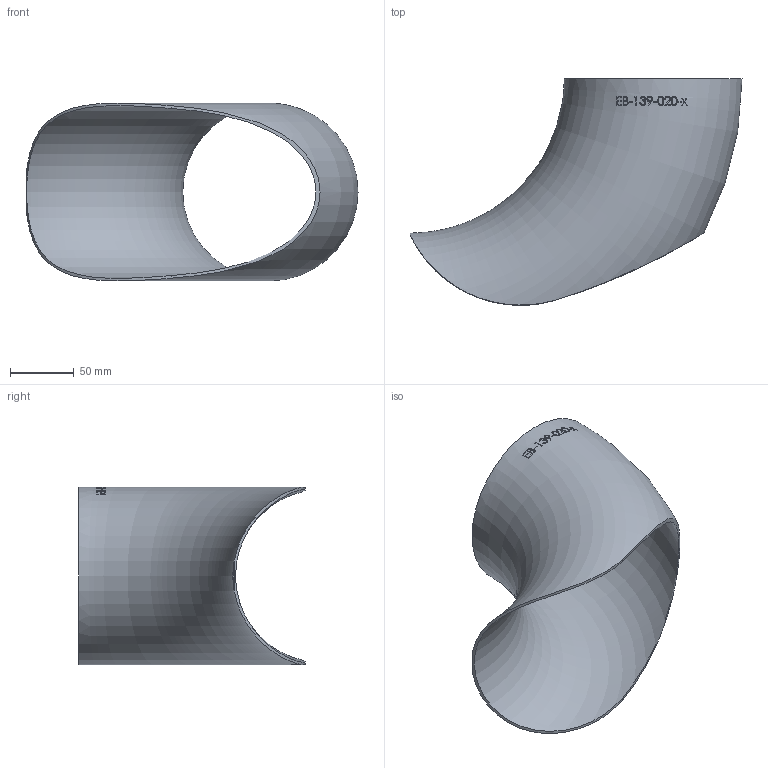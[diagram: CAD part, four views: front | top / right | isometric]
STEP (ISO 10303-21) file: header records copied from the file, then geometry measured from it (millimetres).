
FILE_DESCRIPTION (( 'STEP AP214' ), '1' );
FILE_NAME ('EB-139-020-x Einschweissbogen 2210.STEP', '2022-10-10T09:20:34', ( '' ), ( '' ), 'SwSTEP 2.0', 'SolidWorks 2019', '' );
FILE_SCHEMA (( 'AUTOMOTIVE_DESIGN' ));
Length unit declared in the file: millimetre
Products named in the file (1): EB-139-020-x Einschweissbogen 2210
Bounding box: 260.85 x 177.93 x 139.7 mm (x, y, z)
Volume: 161323.1 mm3; surface area: 163954 mm2
Topology: 1 solids, 1 shells, 142 faces, 374 edges, 250 vertices
Faces by surface type: bspline 120, torus 19, plane 2, cylinder 1
Entity records: 21198 total; most frequent: CARTESIAN_POINT 17299, ORIENTED_EDGE 740, EDGE_CURVE 370, B_SPLINE_CURVE_WITH_KNOTS 364, VERTEX_POINT 248, EDGE_LOOP 162, FACE_OUTER_BOUND 144, ADVANCED_FACE 142
